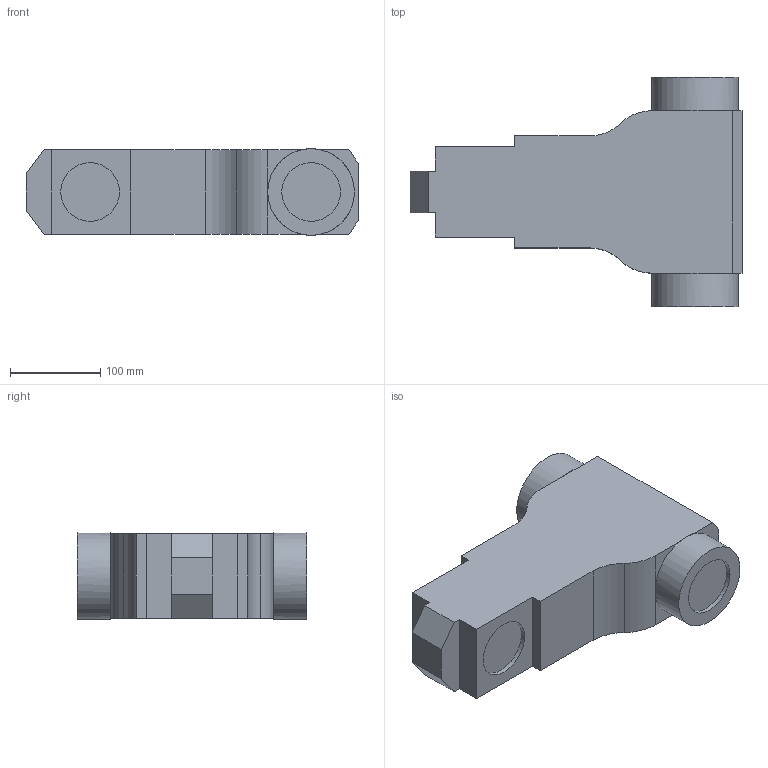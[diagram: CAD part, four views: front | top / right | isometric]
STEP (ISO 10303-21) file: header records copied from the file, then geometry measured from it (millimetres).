
FILE_DESCRIPTION(/* description */ (''),/* implementation_level */ '2;1');
FILE_NAME(/* name */ 'body.step',/* time_stamp */ '2021-05-04T02:51:27-04:00',/* author */ ('boxi'),/* organization */ (''),/* preprocessor_version */ 'ST-DEVELOPER v18',/* originating_system */ 'Autodesk Inventor 2020',/* authorisation */ '');
FILE_SCHEMA (('CONFIG_CONTROL_DESIGN'));
Length unit declared in the file: millimetre
Products named in the file (1): body_2
Bounding box: 368 x 254 x 96 mm (x, y, z)
Volume: 3731440.5 mm3; surface area: 313897.3 mm2
Topology: 1 solids, 2 shells, 62 faces, 154 edges, 100 vertices
Faces by surface type: plane 48, cylinder 14
Full cylindrical faces by diameter (mm): 65 x4, 96 x2
Entity records: 1879 total; most frequent: CARTESIAN_POINT 327, DIRECTION 318, ORIENTED_EDGE 308, EDGE_CURVE 154, LINE 112, VECTOR 112, AXIS2_PLACEMENT_3D 103, VERTEX_POINT 100
